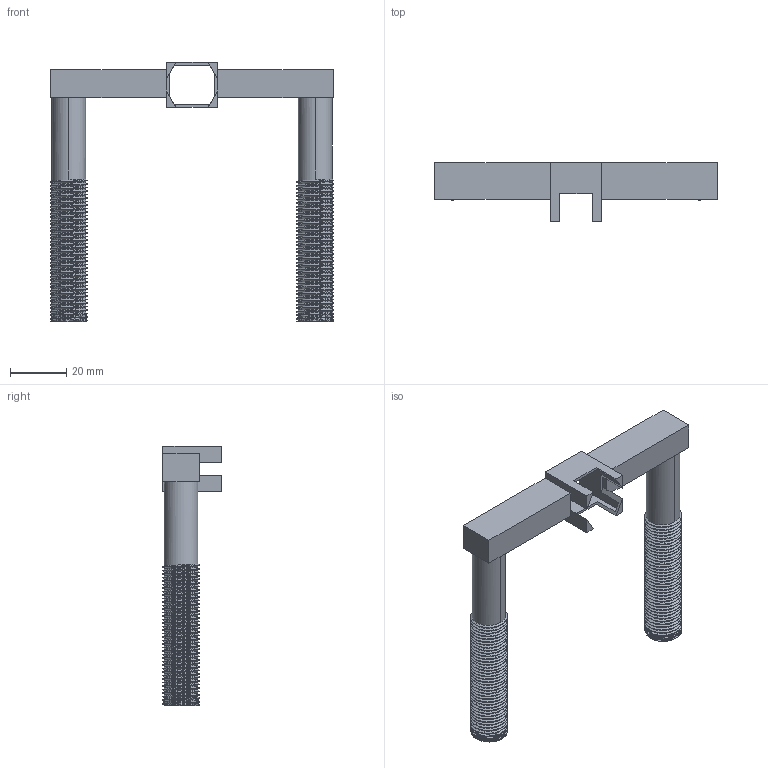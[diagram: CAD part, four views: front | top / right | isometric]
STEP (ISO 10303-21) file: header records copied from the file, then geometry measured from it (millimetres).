
FILE_DESCRIPTION (( 'STEP AP214' ), '1' );
FILE_NAME ('ElectromagnetHolder.step', '2022-07-16T15:42:55', ( 'Windows User' ), ( '' ), 'SwSTEP 2.0', 'SolidWorks 2022', '' );
FILE_SCHEMA (( 'AUTOMOTIVE_DESIGN' ));
Length unit declared in the file: centimetre
Products named in the file (1): ElectromagnetHolder
Bounding box: 101.35 x 21.18 x 92.7 mm (x, y, z)
Volume: 30776.7 mm3; surface area: 14855 mm2
Topology: 1 solids, 1 shells, 211 faces, 618 edges, 410 vertices
Faces by surface type: cylinder 164, plane 41, bspline 6
Entity records: 19020 total; most frequent: CARTESIAN_POINT 14398, ORIENTED_EDGE 1236, DIRECTION 700, EDGE_CURVE 618, VERTEX_POINT 410, LINE 276, VECTOR 276, EDGE_LOOP 214
